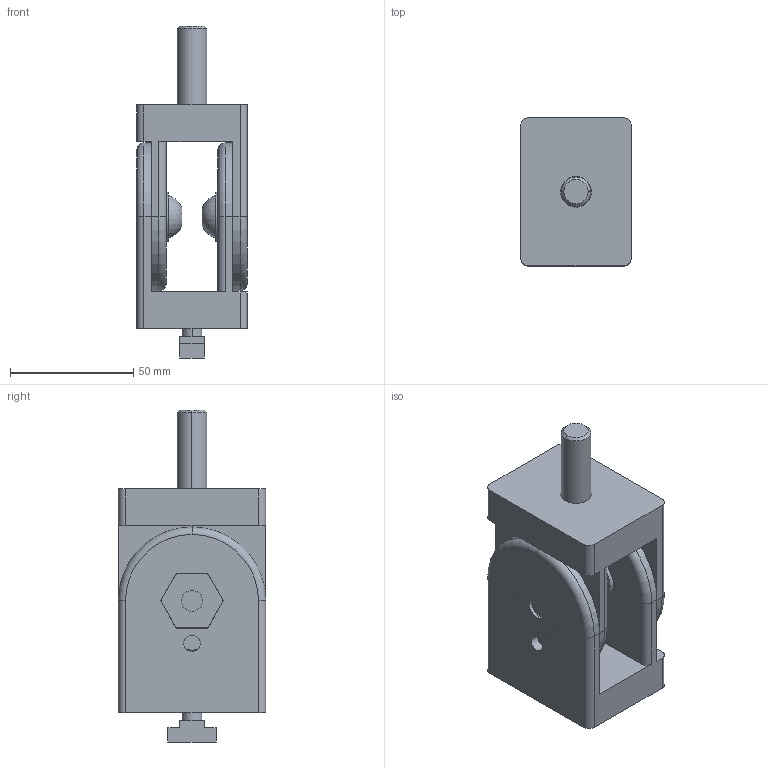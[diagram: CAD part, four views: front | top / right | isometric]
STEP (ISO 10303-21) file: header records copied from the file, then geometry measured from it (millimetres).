
FILE_DESCRIPTION(('STEP AP214'),'1');
FILE_NAME('cctmp_6E348DE4-F26E-461C-B80E-00A51DF7DDDA_2020_1_9_16_25_45_334..stp','2020-01-09T15:25:45',('Bosch Rexroth AG'),('CADClick - www.CADClick.com'),'Spatial InterOp 3D',' ','unknown authorization - (Healing Option Enabled)');
FILE_SCHEMA(('AUTOMOTIVE_DESIGN'));
Length unit declared in the file: millimetre
Products named in the file (1): 2020_01_09__16-25-45-334
Bounding box: 45 x 60 x 134.8 mm (x, y, z)
Volume: 159945.6 mm3; surface area: 42880.9 mm2
Topology: 1 solids, 3 shells, 299 faces, 798 edges, 522 vertices
Faces by surface type: plane 151, cylinder 126, cone 10, torus 8, sphere 4
Entity records: 11866 total; most frequent: DIRECTION 1744, CARTESIAN_POINT 1620, ORIENTED_EDGE 1596, EDGE_CURVE 798, AXIS2_PLACEMENT_3D 646, VERTEX_POINT 522, LINE 452, VECTOR 452
